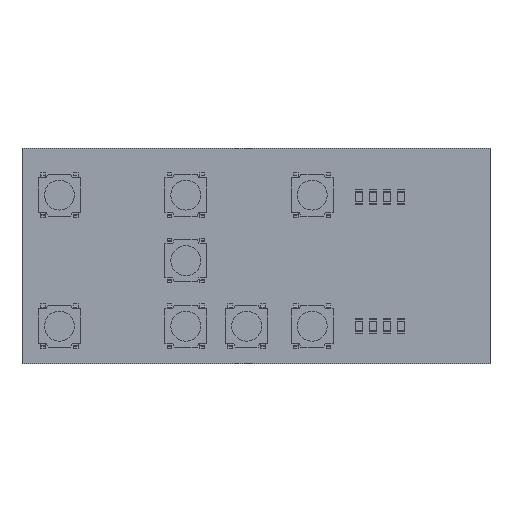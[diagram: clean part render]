
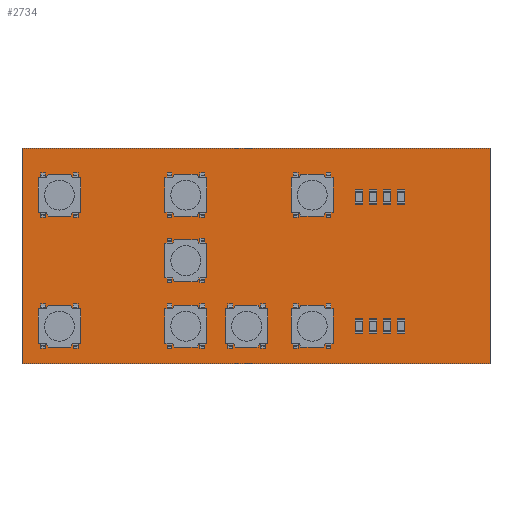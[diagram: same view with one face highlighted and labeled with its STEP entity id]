
A CAD part, top view. The second image highlights one B-rep face of the part: STEP entity #2734.
In plain terms, the highlighted planar face has unit normal (0, 0, 1).
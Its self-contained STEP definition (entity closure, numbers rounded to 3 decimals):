
#2605 = VERTEX_POINT('',#2606);
#2606 = CARTESIAN_POINT('',(166.,-91.,1.6));
#2612 = EDGE_CURVE('',#2605,#2613,#2615,.T.);
#2613 = VERTEX_POINT('',#2614);
#2614 = CARTESIAN_POINT('',(116.,-91.,1.6));
#2615 = LINE('',#2616,#2617);
#2616 = CARTESIAN_POINT('',(166.,-91.,1.6));
#2617 = VECTOR('',#2618,1.);
#2618 = DIRECTION('',(-1.,0.,0.));
#2643 = EDGE_CURVE('',#2613,#2644,#2646,.T.);
#2644 = VERTEX_POINT('',#2645);
#2645 = CARTESIAN_POINT('',(116.,-68.,1.6));
#2646 = LINE('',#2647,#2648);
#2647 = CARTESIAN_POINT('',(116.,-91.,1.6));
#2648 = VECTOR('',#2649,1.);
#2649 = DIRECTION('',(0.,1.,0.));
#2674 = EDGE_CURVE('',#2644,#2675,#2677,.T.);
#2675 = VERTEX_POINT('',#2676);
#2676 = CARTESIAN_POINT('',(166.,-68.,1.6));
#2677 = LINE('',#2678,#2679);
#2678 = CARTESIAN_POINT('',(116.,-68.,1.6));
#2679 = VECTOR('',#2680,1.);
#2680 = DIRECTION('',(1.,0.,0.));
#2705 = EDGE_CURVE('',#2675,#2605,#2706,.T.);
#2706 = LINE('',#2707,#2708);
#2707 = CARTESIAN_POINT('',(166.,-68.,1.6));
#2708 = VECTOR('',#2709,1.);
#2709 = DIRECTION('',(0.,-1.,0.));
#2734 = ADVANCED_FACE('',(#2735),#2741,.T.);
#2735 = FACE_BOUND('',#2736,.F.);
#2736 = EDGE_LOOP('',(#2737,#2738,#2739,#2740));
#2737 = ORIENTED_EDGE('',*,*,#2612,.T.);
#2738 = ORIENTED_EDGE('',*,*,#2643,.T.);
#2739 = ORIENTED_EDGE('',*,*,#2674,.T.);
#2740 = ORIENTED_EDGE('',*,*,#2705,.T.);
#2741 = PLANE('',#2742);
#2742 = AXIS2_PLACEMENT_3D('',#2743,#2744,#2745);
#2743 = CARTESIAN_POINT('',(0.,0.,1.6));
#2744 = DIRECTION('',(0.,0.,1.));
#2745 = DIRECTION('',(1.,0.,-0.));
